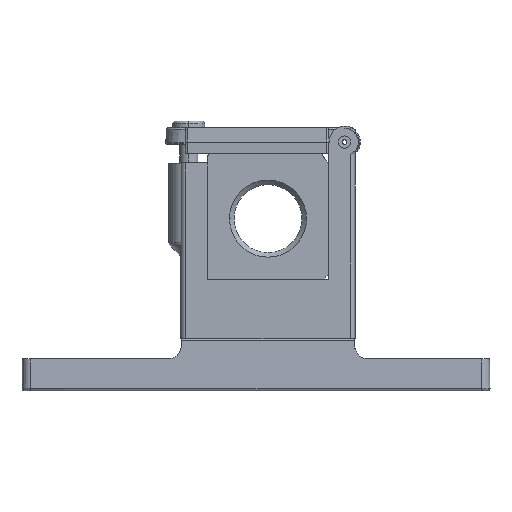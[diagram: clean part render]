
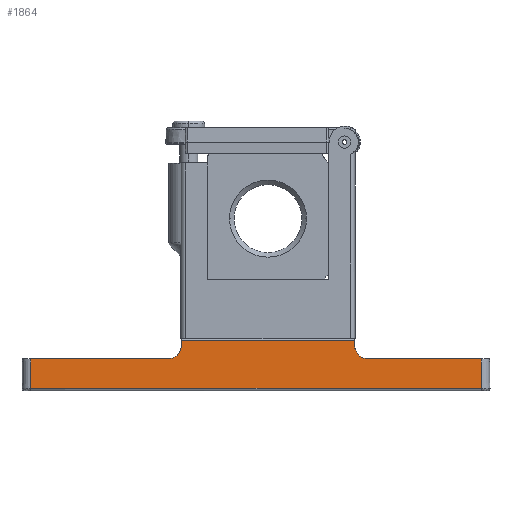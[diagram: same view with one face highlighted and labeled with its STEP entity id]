
A CAD part, top view. The second image highlights one B-rep face of the part: STEP entity #1864.
In plain terms, the highlighted planar face has unit normal (0, 0.018, 1).
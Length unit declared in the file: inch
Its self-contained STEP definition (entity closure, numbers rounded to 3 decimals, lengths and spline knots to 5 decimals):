
#134 = CARTESIAN_POINT ( 'NONE',  ( 0.75307, -0.06308, 0.22671 ) ) ;
#194 = AXIS2_PLACEMENT_3D ( 'NONE', #694, #1681, #2679 ) ;
#234 = DIRECTION ( 'NONE',  ( -0.017, -1., 0.017 ) ) ;
#272 = ORIENTED_EDGE ( 'NONE', *, *, #4611, .T. ) ;
#357 = VERTEX_POINT ( 'NONE', #5495 ) ;
#694 = CARTESIAN_POINT ( 'NONE',  ( 2.3622, -0.4347, 0.23319 ) ) ;
#812 = CARTESIAN_POINT ( 'NONE',  ( 2.3622, -0.01934, 0.22594 ) ) ;
#1317 = CARTESIAN_POINT ( 'NONE',  ( 1.8547, -0.4347, 0.23319 ) ) ;
#1346 = CARTESIAN_POINT ( 'NONE',  ( 1.8547, -0.4347, 0.23319 ) ) ;
#1476 = LINE ( 'NONE', #7097, #6012 ) ;
#1681 = DIRECTION ( 'NONE',  ( 0., 0.017, 1. ) ) ;
#1736 = CARTESIAN_POINT ( 'NONE',  ( -0.87116, -0.17913, 0.22873 ) ) ;
#1829 = EDGE_CURVE ( 'NONE', #1955, #7195, #9169, .T. ) ;
#1864 = ADVANCED_FACE ( 'NONE', ( #12042 ), #9227, .T. ) ;
#1955 = VERTEX_POINT ( 'NONE', #6604 ) ;
#2368 = VECTOR ( 'NONE', #2553, 39.37008 ) ;
#2417 = DIRECTION ( 'NONE',  ( -1., 0., 0. ) ) ;
#2465 = ORIENTED_EDGE ( 'NONE', *, *, #6810, .T. ) ;
#2553 = DIRECTION ( 'NONE',  ( -1., 0., 0. ) ) ;
#2674 = ORIENTED_EDGE ( 'NONE', *, *, #11096, .T. ) ;
#2679 = DIRECTION ( 'NONE',  ( 0., -1., 0.017 ) ) ;
#2772 =( BOUNDED_CURVE ( )  B_SPLINE_CURVE ( 3, ( #10800, #11744, #5063, #8690 ),
 .UNSPECIFIED., .F., .F. ) 
 B_SPLINE_CURVE_WITH_KNOTS ( ( 4, 4 ),
 ( 4.72984, 6.28319 ),
 .UNSPECIFIED. ) 
 CURVE ( )  GEOMETRIC_REPRESENTATION_ITEM ( )  RATIONAL_B_SPLINE_CURVE ( ( 1., 0.809, 0.809, 1. ) ) 
 REPRESENTATION_ITEM ( '' )  );
#2929 = CARTESIAN_POINT ( 'NONE',  ( 0.80293, -0.17913, 0.22873 ) ) ;
#2999 = CARTESIAN_POINT ( 'NONE',  ( 0.87116, -0.17913, 0.22873 ) ) ;
#3135 = DIRECTION ( 'NONE',  ( 0., 1., -0.017 ) ) ;
#3159 = DIRECTION ( 'NONE',  ( -1., 0., 0. ) ) ;
#4317 = CARTESIAN_POINT ( 'NONE',  ( 2.3622, -0.4347, 0.23319 ) ) ;
#4611 = EDGE_CURVE ( 'NONE', #357, #8245, #12152, .T. ) ;
#4864 = VECTOR ( 'NONE', #3135, 39.37008 ) ;
#4903 = EDGE_CURVE ( 'NONE', #5933, #1955, #1476, .T. ) ;
#5036 = VERTEX_POINT ( 'NONE', #1346 ) ;
#5063 = CARTESIAN_POINT ( 'NONE',  ( -0.80293, -0.17913, 0.22873 ) ) ;
#5354 = DIRECTION ( 'NONE',  ( 0., -1., 0.017 ) ) ;
#5495 = CARTESIAN_POINT ( 'NONE',  ( -2.06323, -0.17913, 0.22873 ) ) ;
#5668 = EDGE_LOOP ( 'NONE', ( #2674, #12335, #272, #7746, #6950, #7093, #2465, #10200, #8015, #8683 ) ) ;
#5682 = CARTESIAN_POINT ( 'NONE',  ( -2.06336, -0.4347, 0.23319 ) ) ;
#5714 = VERTEX_POINT ( 'NONE', #12054 ) ;
#5933 = VERTEX_POINT ( 'NONE', #134 ) ;
#6012 = VECTOR ( 'NONE', #6282, 39.37008 ) ;
#6063 = LINE ( 'NONE', #1317, #4864 ) ;
#6083 = CARTESIAN_POINT ( 'NONE',  ( -0.87116, -0.17913, 0.22873 ) ) ;
#6108 = CARTESIAN_POINT ( 'NONE',  ( -0.75231, -0.01934, 0.22594 ) ) ;
#6282 = DIRECTION ( 'NONE',  ( -0.017, 1., -0.017 ) ) ;
#6369 = EDGE_CURVE ( 'NONE', #7195, #8707, #9827, .T. ) ;
#6414 = LINE ( 'NONE', #10152, #9531 ) ;
#6604 = CARTESIAN_POINT ( 'NONE',  ( 0.75231, -0.01934, 0.22594 ) ) ;
#6810 = EDGE_CURVE ( 'NONE', #7209, #5933, #9690, .T. ) ;
#6895 = LINE ( 'NONE', #6083, #10625 ) ;
#6950 = ORIENTED_EDGE ( 'NONE', *, *, #10808, .T. ) ;
#6953 = EDGE_CURVE ( 'NONE', #5714, #7209, #6414, .T. ) ;
#7044 = VECTOR ( 'NONE', #10111, 39.37008 ) ;
#7093 = ORIENTED_EDGE ( 'NONE', *, *, #6953, .T. ) ;
#7097 = CARTESIAN_POINT ( 'NONE',  ( 0.75307, -0.06308, 0.22671 ) ) ;
#7175 = CARTESIAN_POINT ( 'NONE',  ( -2.06323, -0.17913, 0.22873 ) ) ;
#7195 = VERTEX_POINT ( 'NONE', #6108 ) ;
#7209 = VERTEX_POINT ( 'NONE', #2999 ) ;
#7398 = VERTEX_POINT ( 'NONE', #1736 ) ;
#7746 = ORIENTED_EDGE ( 'NONE', *, *, #11295, .T. ) ;
#7903 = CARTESIAN_POINT ( 'NONE',  ( -0.75231, -0.01934, 0.22594 ) ) ;
#8015 = ORIENTED_EDGE ( 'NONE', *, *, #1829, .T. ) ;
#8245 = VERTEX_POINT ( 'NONE', #5682 ) ;
#8496 = CARTESIAN_POINT ( 'NONE',  ( 0.87116, -0.17913, 0.22873 ) ) ;
#8683 = ORIENTED_EDGE ( 'NONE', *, *, #6369, .T. ) ;
#8690 = CARTESIAN_POINT ( 'NONE',  ( -0.87116, -0.17913, 0.22873 ) ) ;
#8707 = VERTEX_POINT ( 'NONE', #11405 ) ;
#8727 = CARTESIAN_POINT ( 'NONE',  ( 0.75426, -0.13131, 0.2279 ) ) ;
#9169 = LINE ( 'NONE', #812, #2368 ) ;
#9227 = PLANE ( 'NONE',  #194 ) ;
#9531 = VECTOR ( 'NONE', #2417, 39.37008 ) ;
#9690 =( BOUNDED_CURVE ( )  B_SPLINE_CURVE ( 3, ( #8496, #2929, #8727, #11285 ),
 .UNSPECIFIED., .F., .F. ) 
 B_SPLINE_CURVE_WITH_KNOTS ( ( 4, 4 ),
 ( 0., 1.55334 ),
 .UNSPECIFIED. ) 
 CURVE ( )  GEOMETRIC_REPRESENTATION_ITEM ( )  RATIONAL_B_SPLINE_CURVE ( ( 1., 0.809, 0.809, 1. ) ) 
 REPRESENTATION_ITEM ( '' )  );
#9827 = LINE ( 'NONE', #7903, #11326 ) ;
#10111 = DIRECTION ( 'NONE',  ( 1., 0., 0. ) ) ;
#10152 = CARTESIAN_POINT ( 'NONE',  ( 1.92432, -0.17913, 0.22873 ) ) ;
#10200 = ORIENTED_EDGE ( 'NONE', *, *, #4903, .T. ) ;
#10625 = VECTOR ( 'NONE', #3159, 39.37008 ) ;
#10800 = CARTESIAN_POINT ( 'NONE',  ( -0.75307, -0.06308, 0.22671 ) ) ;
#10808 = EDGE_CURVE ( 'NONE', #5036, #5714, #6063, .T. ) ;
#11096 = EDGE_CURVE ( 'NONE', #8707, #7398, #2772, .T. ) ;
#11285 = CARTESIAN_POINT ( 'NONE',  ( 0.75307, -0.06308, 0.22671 ) ) ;
#11295 = EDGE_CURVE ( 'NONE', #8245, #5036, #11996, .T. ) ;
#11326 = VECTOR ( 'NONE', #234, 39.37008 ) ;
#11405 = CARTESIAN_POINT ( 'NONE',  ( -0.75307, -0.06308, 0.22671 ) ) ;
#11587 = VECTOR ( 'NONE', #5354, 39.37008 ) ;
#11744 = CARTESIAN_POINT ( 'NONE',  ( -0.75426, -0.13131, 0.2279 ) ) ;
#11996 = LINE ( 'NONE', #4317, #7044 ) ;
#12042 = FACE_OUTER_BOUND ( 'NONE', #5668, .T. ) ;
#12054 = CARTESIAN_POINT ( 'NONE',  ( 1.85457, -0.17913, 0.22873 ) ) ;
#12152 = LINE ( 'NONE', #7175, #11587 ) ;
#12259 = EDGE_CURVE ( 'NONE', #7398, #357, #6895, .T. ) ;
#12335 = ORIENTED_EDGE ( 'NONE', *, *, #12259, .T. ) ;
